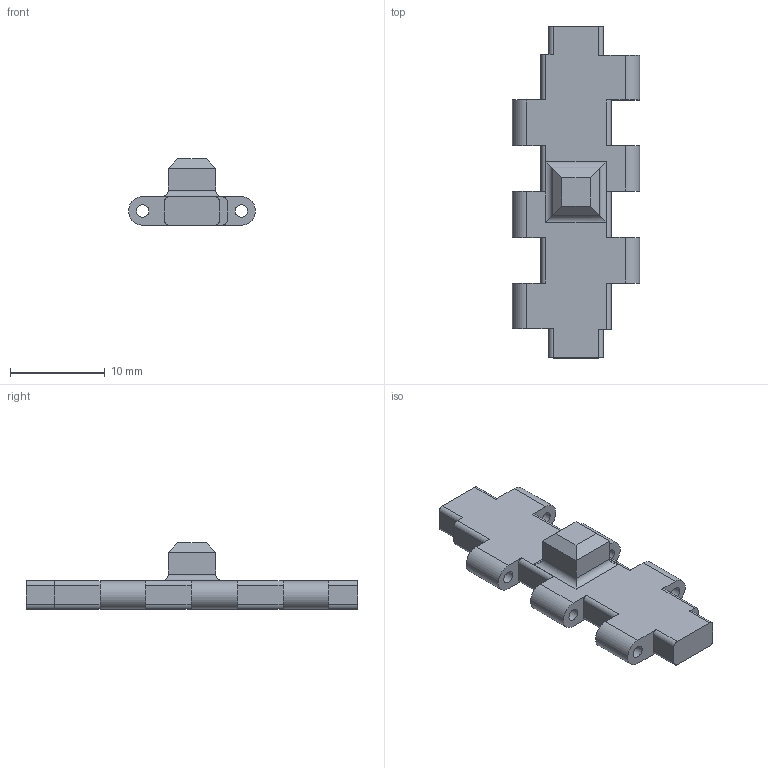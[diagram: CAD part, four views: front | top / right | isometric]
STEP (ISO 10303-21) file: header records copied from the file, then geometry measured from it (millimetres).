
FILE_DESCRIPTION(/* description */ (''),/* implementation_level */ '2;1');
FILE_NAME(/* name */ 'модуль гусеницы v4.step',/* time_stamp */ '2022-03-13T18:56:46+03:00',/* author */ (''),/* organization */ (''),/* preprocessor_version */ 'ST-DEVELOPER v18.1',/* originating_system */ 'Autodesk Translation Framework v10.13.0.1454',/* authorisation */ '');
FILE_SCHEMA (('AUTOMOTIVE_DESIGN { 1 0 10303 214 3 1 1 }'));
Length unit declared in the file: millimetre
Products named in the file (1): модуль гусеницы
Bounding box: 13.4 x 35 x 7 mm (x, y, z)
Volume: 1029.7 mm3; surface area: 1130.6 mm2
Topology: 1 solids, 1 shells, 73 faces, 202 edges, 132 vertices
Faces by surface type: plane 37, cylinder 36
Full cylindrical faces by diameter (mm): 1.3 x6
Entity records: 2397 total; most frequent: DIRECTION 418, CARTESIAN_POINT 408, ORIENTED_EDGE 404, EDGE_CURVE 202, AXIS2_PLACEMENT_3D 142, LINE 134, VECTOR 134, VERTEX_POINT 132
